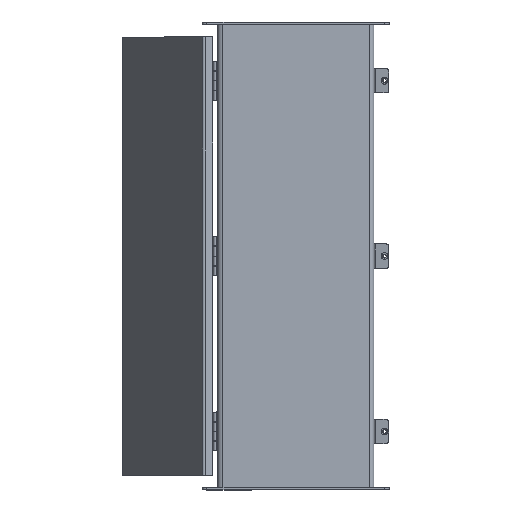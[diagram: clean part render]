
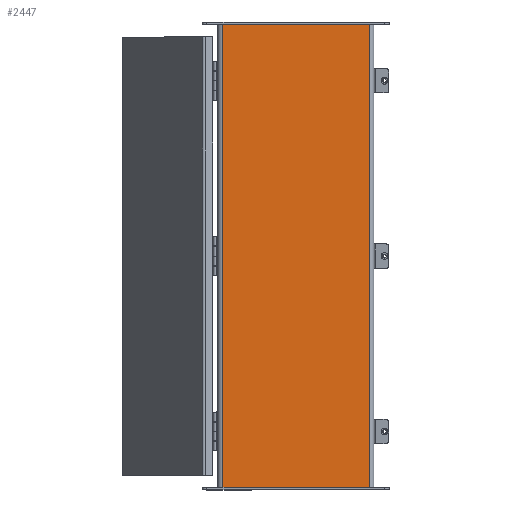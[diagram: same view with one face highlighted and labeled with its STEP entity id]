
A CAD part, top view. The second image highlights one B-rep face of the part: STEP entity #2447.
In plain terms, the highlighted planar face has unit normal (0, 0, 1).
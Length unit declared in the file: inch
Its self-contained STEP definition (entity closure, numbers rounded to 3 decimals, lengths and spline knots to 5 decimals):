
#168=PLANE($,#2626);
#276=FACE_OUTER_BOUND($,#412,.T.);
#412=EDGE_LOOP($,(#1767,#1768,#1769,#1770));
#704=LINE($,#3699,#930);
#709=LINE($,#3717,#935);
#713=LINE($,#3731,#939);
#715=LINE($,#3734,#941);
#930=VECTOR($,#2952,24.);
#935=VECTOR($,#2975,24.);
#939=VECTOR($,#2995,7.5395);
#941=VECTOR($,#2999,7.5395);
#1141=VERTEX_POINT($,#3696);
#1142=VERTEX_POINT($,#3698);
#1145=VERTEX_POINT($,#3714);
#1146=VERTEX_POINT($,#3716);
#1367=EDGE_CURVE($,#1142,#1141,#704,.T.);
#1376=EDGE_CURVE($,#1146,#1145,#709,.T.);
#1383=EDGE_CURVE($,#1142,#1145,#713,.T.);
#1385=EDGE_CURVE($,#1146,#1141,#715,.T.);
#1767=ORIENTED_EDGE($,*,*,#1367,.T.);
#1768=ORIENTED_EDGE($,*,*,#1385,.F.);
#1769=ORIENTED_EDGE($,*,*,#1376,.T.);
#1770=ORIENTED_EDGE($,*,*,#1383,.F.);
#2447=ADVANCED_FACE($,(#276),#168,.T.);
#2626=AXIS2_PLACEMENT_3D($,#3733,#2997,#2998);
#2952=DIRECTION($,(0.,-1.,0.));
#2975=DIRECTION($,(0.,1.,0.));
#2995=DIRECTION($,(1.,0.,0.));
#2997=DIRECTION('center_axis',(0.,0.,1.));
#2998=DIRECTION('ref_axis',(1.,0.,0.));
#2999=DIRECTION($,(-1.,0.,0.));
#3696=CARTESIAN_POINT('',(-3.76975,-12.,0.074));
#3698=CARTESIAN_POINT('',(-3.76975,12.,0.074));
#3699=CARTESIAN_POINT($,(-3.76975,6.,0.074));
#3714=CARTESIAN_POINT('',(3.76975,12.,0.074));
#3716=CARTESIAN_POINT('',(3.76975,-12.,0.074));
#3717=CARTESIAN_POINT($,(3.76975,-6.,0.074));
#3731=CARTESIAN_POINT($,(4.,12.,0.074));
#3733=CARTESIAN_POINT('Origin',(0.,0.,
0.074));
#3734=CARTESIAN_POINT($,(-4.,-12.,0.074));
